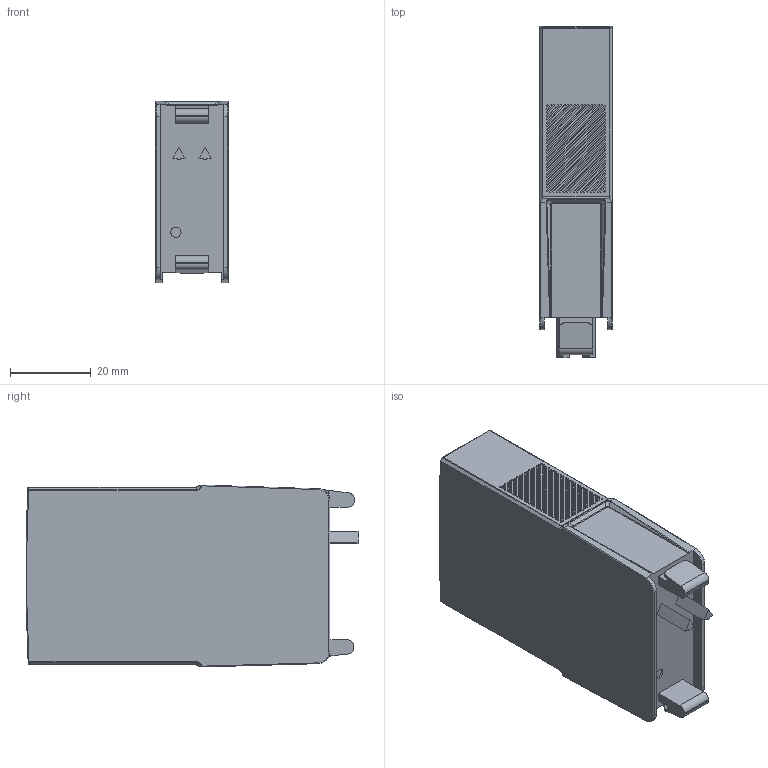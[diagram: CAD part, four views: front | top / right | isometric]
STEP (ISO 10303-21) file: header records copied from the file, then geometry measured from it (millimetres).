
FILE_DESCRIPTION((''),'2;1');
FILE_NAME('59_MODULE_T1','2021-03-23T11:15:38',('sebastjan.kamensek'),('Audax d.o.o.'),'CREO PARAMETRIC BY PTC INC, 2020281','CREO PARAMETRIC BY PTC INC, 2020281','');
FILE_SCHEMA(('AP242_MANAGED_MODEL_BASED_3D_ENGINEERING_MIM_LF { 1 0 10303 442 1 1 4 }'));
Length unit declared in the file: millimetre
Products named in the file (1): 59_MODULE_T1
Bounding box: 18 x 82.14 x 45 mm (x, y, z)
Volume: 55386.9 mm3; surface area: 12260.1 mm2
Topology: 1 solids, 1 shells, 427 faces, 1211 edges, 818 vertices
Faces by surface type: plane 202, cylinder 161, torus 22, bspline 21, sphere 17, cone 4
Entity records: 19377 total; most frequent: CARTESIAN_POINT 4601, DIRECTION 2436, ORIENTED_EDGE 2388, EDGE_CURVE 1194, AXIS2_PLACEMENT_3D 918, VERTEX_POINT 818, VECTOR 600, LINE 600
